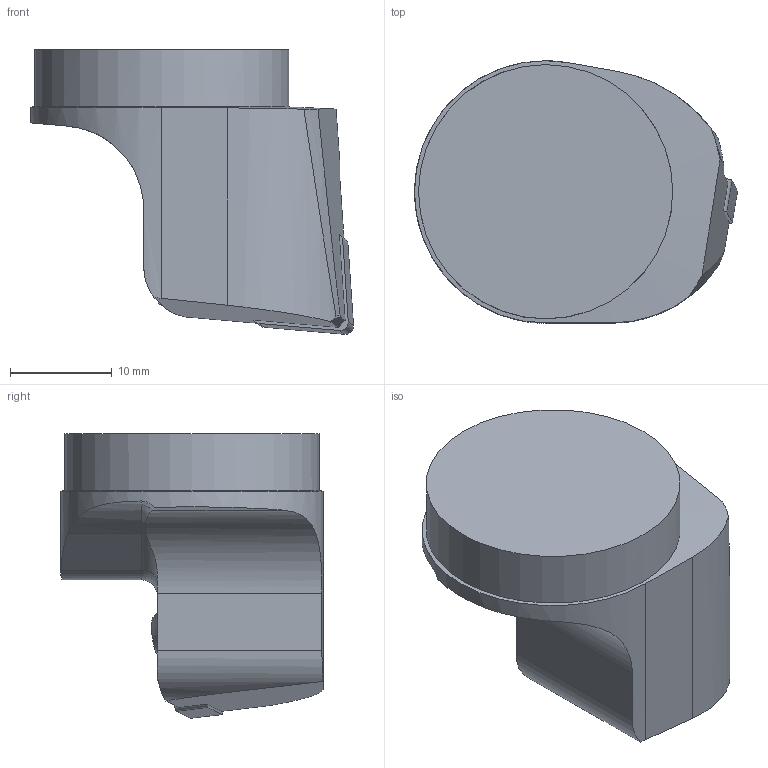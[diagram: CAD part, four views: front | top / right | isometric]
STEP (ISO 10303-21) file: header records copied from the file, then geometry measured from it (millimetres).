
FILE_DESCRIPTION(/* description */ (''),/* implementation_level */ '2;1');
FILE_NAME(/* name */ '1642156059639.stp',/* time_stamp */ '2022-01-14T15:58:08+05:00',/* author */ (''),/* organization */ ('SMS'),/* preprocessor_version */ 'ST-DEVELOPER v16.7',/* originating_system */ 'SIEMENS PLM Software NX 12.0',/* authorisation */ '');
FILE_SCHEMA (('AUTOMOTIVE_DESIGN { 1 0 10303 214 3 1 1 1 }'));
Length unit declared in the file: millimetre
Products named in the file (4): IsoTurningInsert; ASSEMBLY_CONSTRUCTION; 201796599mod000_01; 201796597mod000_01
Assembly tree (3 placements, depth 2):
  201796597mod000_01
    201796599mod000_01
    ASSEMBLY_CONSTRUCTION
    IsoTurningInsert
Bounding box: 31.77 x 25.8 x 28 mm (x, y, z)
Volume: 10283.8 mm3; surface area: 3574.8 mm2
Topology: 2 solids, 6 shells, 73 faces, 178 edges, 125 vertices
Faces by surface type: plane 31, cylinder 29, cone 7, torus 6
Full cylindrical faces by diameter (mm): 2.2 x1, 3.81 x2, 5 x1, 25 x1
Entity records: 2458 total; most frequent: CARTESIAN_POINT 612, DIRECTION 371, ORIENTED_EDGE 322, EDGE_CURVE 161, AXIS2_PLACEMENT_3D 154, VERTEX_POINT 112, EDGE_LOOP 85, ADVANCED_FACE 73
